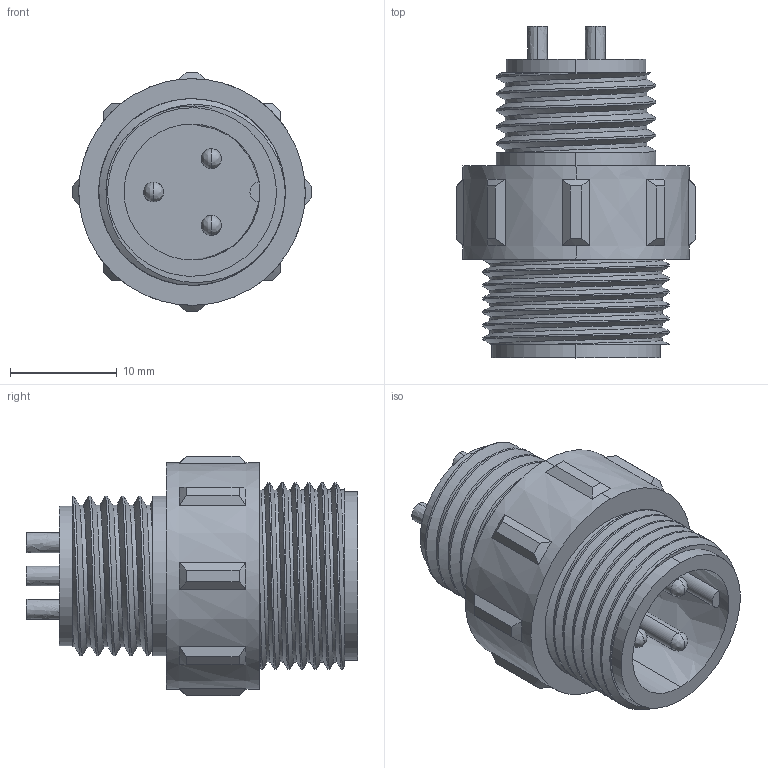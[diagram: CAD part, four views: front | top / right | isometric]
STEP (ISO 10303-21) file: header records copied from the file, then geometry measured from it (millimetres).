
FILE_DESCRIPTION(('FreeCAD Model'),'2;1');
FILE_NAME('Open CASCADE Shape Model','2025-05-02T23:25:58',('FreeCAD'),( 'FreeCAD'),'Open CASCADE STEP processor 7.6','FreeCAD','Unknown');
FILE_SCHEMA(('AUTOMOTIVE_DESIGN { 1 0 10303 214 1 1 1 1 }'));
Length unit declared in the file: millimetre
Products named in the file (1): Open CASCADE STEP translator 7.6 1
Bounding box: 22.42 x 31.02 x 22.42 mm (x, y, z)
Volume: 5243.8 mm3; surface area: 3427.1 mm2
Topology: 1 solids, 2 shells, 117 faces, 297 edges, 196 vertices
Faces by surface type: bspline 117
Entity records: 9859 total; most frequent: CARTESIAN_POINT 8134, ORIENTED_EDGE 582, EDGE_CURVE 291, VERTEX_POINT 196, B_SPLINE_CURVE_WITH_KNOTS 196, FACE_BOUND 135, EDGE_LOOP 135, ADVANCED_FACE 117
